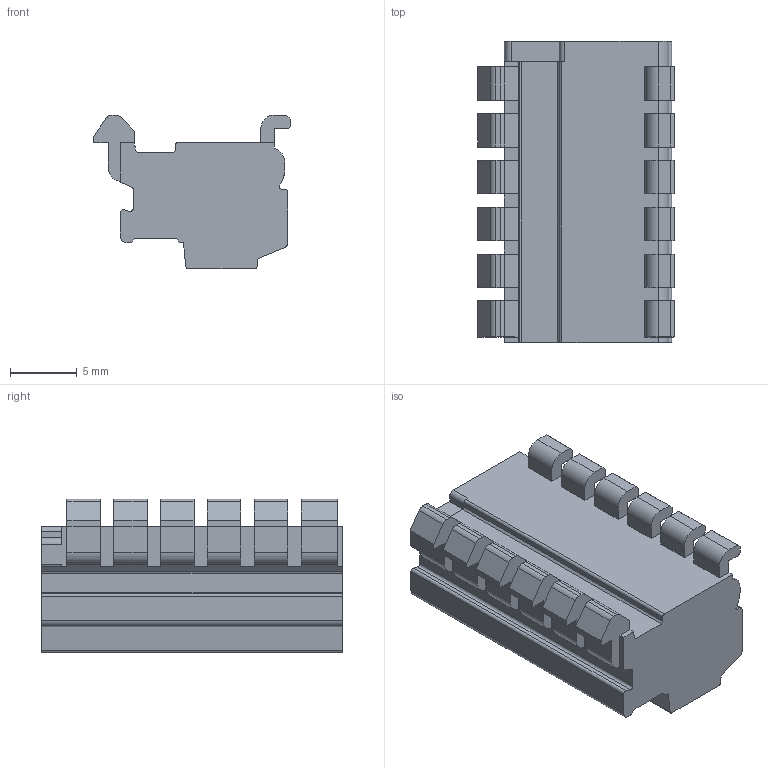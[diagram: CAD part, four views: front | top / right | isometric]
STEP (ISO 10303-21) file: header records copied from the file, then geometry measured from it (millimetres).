
FILE_DESCRIPTION((''),'2;1');
FILE_NAME('0001','2024-10-14T15:42:53',('tluser'),(''),'CREO PARAMETRIC BY PTC INC, 2018100','CREO PARAMETRIC BY PTC INC, 2018100','');
FILE_SCHEMA(('CONFIG_CONTROL_DESIGN'));
Length unit declared in the file: millimetre
Products named in the file (1): 0001
Bounding box: 14.7 x 22.5 x 11.5 mm (x, y, z)
Volume: 2334.8 mm3; surface area: 1576.9 mm2
Topology: 1 solids, 1 shells, 299 faces, 841 edges, 562 vertices
Faces by surface type: plane 201, cylinder 86, cone 12
Entity records: 9771 total; most frequent: CARTESIAN_POINT 1842, ORIENTED_EDGE 1682, DIRECTION 1607, EDGE_CURVE 841, VECTOR 629, LINE 629, VERTEX_POINT 562, AXIS2_PLACEMENT_3D 489
